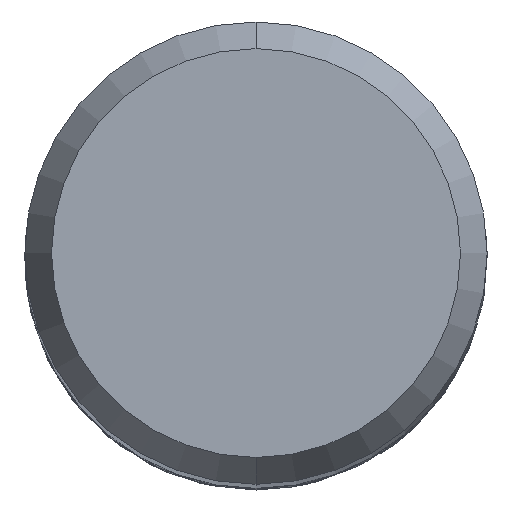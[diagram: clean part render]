
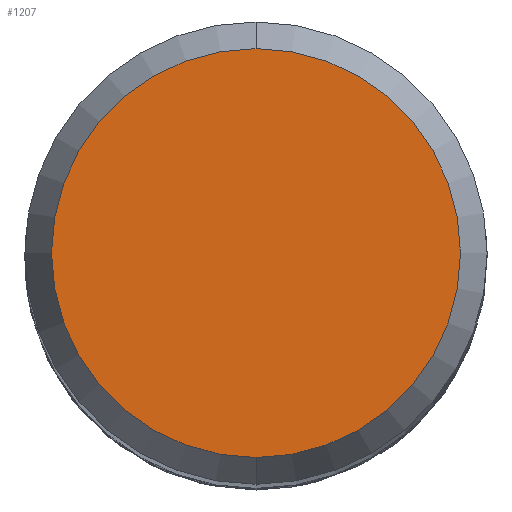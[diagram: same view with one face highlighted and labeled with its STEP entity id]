
A CAD part, top view. The second image highlights one B-rep face of the part: STEP entity #1207.
In plain terms, the highlighted planar face has unit normal (0, 0, 1).
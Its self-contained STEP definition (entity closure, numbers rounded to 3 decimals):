
#535=VERTEX_POINT('',#1512);
#987=EDGE_CURVE('',#535,#1465,#2002,.T.);
#1127=EDGE_CURVE('',#1465,#535,#2156,.T.);
#1207=ADVANCED_FACE('',(#2244),#2245,.T.);
#1465=VERTEX_POINT('',#2527);
#1512=CARTESIAN_POINT('',(0.0,3.538,0.0));
#2002=CIRCLE('',#7635,3.538);
#2156=CIRCLE('',#8574,3.538);
#2244=FACE_OUTER_BOUND('',#10169,.T.);
#2245=PLANE('',#10170);
#2527=CARTESIAN_POINT('',(0.,-3.538,0.0));
#7635=AXIS2_PLACEMENT_3D('',#14014,#14015,#14016);
#8574=AXIS2_PLACEMENT_3D('',#14191,#14192,#14193);
#10169=EDGE_LOOP('',(#14289,#14290));
#10170=AXIS2_PLACEMENT_3D('',#14291,#14292,#14293);
#14014=CARTESIAN_POINT('',(0.0,0.0,0.0));
#14015=DIRECTION('',(0.0,0.0,-1.0));
#14016=DIRECTION('',(0.0,1.0,0.0));
#14191=CARTESIAN_POINT('',(0.0,0.0,0.0));
#14192=DIRECTION('',(0.0,0.0,-1.0));
#14193=DIRECTION('',(0.0,1.0,0.0));
#14289=ORIENTED_EDGE('',*,*,#987,.F.);
#14290=ORIENTED_EDGE('',*,*,#1127,.F.);
#14291=CARTESIAN_POINT('',(0.0,1.769,0.0));
#14292=DIRECTION('',(-0.0,0.0,1.0));
#14293=DIRECTION('',(0.0,-1.0,0.0));
